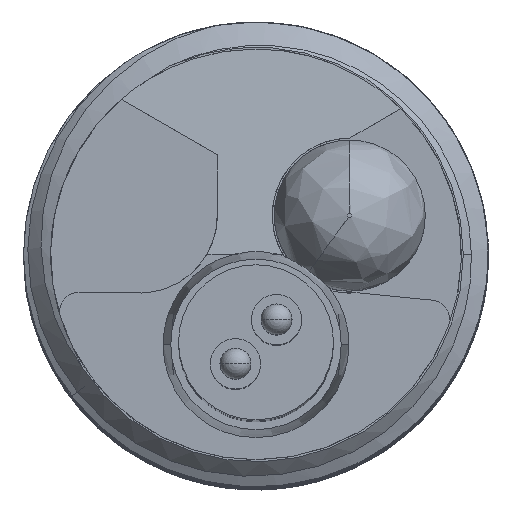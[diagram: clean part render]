
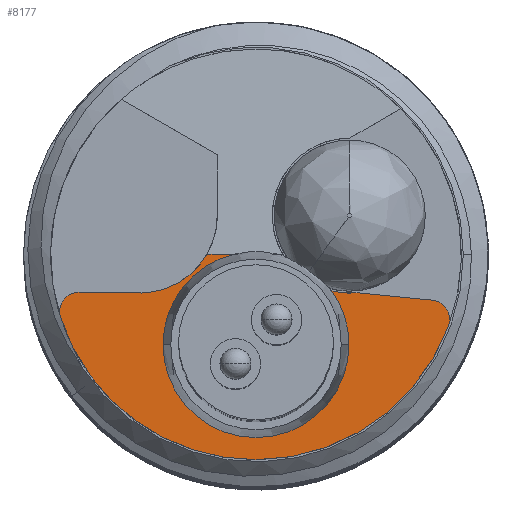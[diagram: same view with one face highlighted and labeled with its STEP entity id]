
A CAD part, top view. The second image highlights one B-rep face of the part: STEP entity #8177.
In plain terms, the highlighted planar face has unit normal (0, 0, 1).
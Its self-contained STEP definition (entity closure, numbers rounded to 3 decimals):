
#708=CARTESIAN_POINT('',(0.,-2.33,48.77));
#709=DIRECTION('',(0.,0.,1.));
#710=DIRECTION('',(-1.,0.,0.));
#711=AXIS2_PLACEMENT_3D('',#708,#709,#710);
#713=CARTESIAN_POINT('',(0.,-2.33,48.77));
#714=DIRECTION('',(0.,0.,1.));
#715=DIRECTION('',(1.,0.,0.));
#716=AXIS2_PLACEMENT_3D('',#713,#714,#715);
#718=CARTESIAN_POINT('',(2.42,1.,48.77));
#719=DIRECTION('',(0.,0.,1.));
#720=DIRECTION('',(-0.229,-0.973,0.));
#721=AXIS2_PLACEMENT_3D('',#718,#719,#720);
#723=DIRECTION('',(0.995,-0.099,0.));
#724=VECTOR('',#723,1.948);
#725=CARTESIAN_POINT('',(2.607,-0.991,48.77));
#726=LINE('',#725,#724);
#727=CARTESIAN_POINT('',(4.496,-1.681,48.77));
#728=DIRECTION('',(0.,0.,1.));
#729=DIRECTION('',(0.937,-0.35,0.));
#730=AXIS2_PLACEMENT_3D('',#727,#728,#729);
#732=CARTESIAN_POINT('',(0.,0.,48.77));
#733=DIRECTION('',(0.,0.,1.));
#734=DIRECTION('',(0.,-1.,0.));
#735=AXIS2_PLACEMENT_3D('',#732,#733,#734);
#737=CARTESIAN_POINT('',(0.,0.,48.77));
#738=DIRECTION('',(0.,0.,1.));
#739=DIRECTION('',(-0.951,-0.308,0.));
#740=AXIS2_PLACEMENT_3D('',#737,#738,#739);
#742=CARTESIAN_POINT('',(-4.566,-1.479,48.77));
#743=DIRECTION('',(0.,0.,1.));
#744=DIRECTION('',(0.,1.,0.));
#745=AXIS2_PLACEMENT_3D('',#742,#743,#744);
#747=DIRECTION('',(1.,0.,0.));
#748=VECTOR('',#747,1.277);
#749=CARTESIAN_POINT('',(-4.566,-0.979,48.77));
#750=LINE('',#749,#748);
#751=CARTESIAN_POINT('',(-3.,1.,48.77));
#752=DIRECTION('',(0.,0.,1.));
#753=DIRECTION('',(-0.145,-0.989,0.));
#754=AXIS2_PLACEMENT_3D('',#751,#752,#753);
#756=DIRECTION('',(1.,0.,0.));
#757=VECTOR('',#756,0.693);
#758=CARTESIAN_POINT('',(-1.268,0.,48.77));
#759=LINE('',#758,#757);
#760=CARTESIAN_POINT('',(0.,-2.33,48.77));
#761=DIRECTION('',(0.,0.,1.));
#762=DIRECTION('',(-0.24,0.971,0.));
#763=AXIS2_PLACEMENT_3D('',#760,#761,#762);
#7699=CARTESIAN_POINT('',(0.,-5.3,48.77));
#7700=VERTEX_POINT('',#7699);
#7713=CARTESIAN_POINT('',(2.607,-0.991,48.77));
#7714=VERTEX_POINT('',#7713);
#7721=CARTESIAN_POINT('',(-3.289,-0.979,48.77));
#7722=CARTESIAN_POINT('',(-1.268,0.,48.77));
#7723=VERTEX_POINT('',#7721);
#7724=VERTEX_POINT('',#7722);
#7733=CARTESIAN_POINT('',(-4.566,-0.979,48.77));
#7735=VERTEX_POINT('',#7733);
#7737=CARTESIAN_POINT('',(-5.042,-1.633,48.77));
#7738=VERTEX_POINT('',#7737);
#7741=CARTESIAN_POINT('',(4.964,-1.856,48.77));
#7742=CARTESIAN_POINT('',(4.545,-1.184,48.77));
#7743=VERTEX_POINT('',#7741);
#7744=VERTEX_POINT('',#7742);
#7753=CARTESIAN_POINT('',(-2.4,-2.33,48.77));
#7754=CARTESIAN_POINT('',(2.4,-2.33,48.77));
#7755=VERTEX_POINT('',#7753);
#7756=VERTEX_POINT('',#7754);
#7757=CARTESIAN_POINT('',(1.961,-0.947,48.77));
#7758=VERTEX_POINT('',#7757);
#7763=CARTESIAN_POINT('',(-0.575,0.,48.77));
#7764=VERTEX_POINT('',#7763);
#8154=CARTESIAN_POINT('',(0.,0.,48.77));
#8155=DIRECTION('',(0.,0.,1.));
#8156=DIRECTION('',(0.,-1.,0.));
#8157=AXIS2_PLACEMENT_3D('',#8154,#8155,#8156);
#8158=PLANE('',#8157);
#8160=ORIENTED_EDGE('',*,*,#8159,.T.);
#8161=ORIENTED_EDGE('',*,*,#7966,.T.);
#8163=ORIENTED_EDGE('',*,*,#8162,.T.);
#8165=ORIENTED_EDGE('',*,*,#8164,.T.);
#8166=ORIENTED_EDGE('',*,*,#8145,.F.);
#8167=ORIENTED_EDGE('',*,*,#8135,.F.);
#8168=ORIENTED_EDGE('',*,*,#7820,.F.);
#8169=ORIENTED_EDGE('',*,*,#7847,.F.);
#8170=ORIENTED_EDGE('',*,*,#7865,.T.);
#8172=ORIENTED_EDGE('',*,*,#8171,.T.);
#8173=ORIENTED_EDGE('',*,*,#7907,.T.);
#8174=ORIENTED_EDGE('',*,*,#7974,.T.);
#8175=EDGE_LOOP('',(#8160,#8161,#8163,#8165,#8166,#8167,#8168,#8169,#8170,#8172,
#8173,#8174));
#8176=FACE_OUTER_BOUND('',#8175,.F.);
#8177=ADVANCED_FACE('',(#8176),#8158,.T.);
#712=CIRCLE('',#711,2.4);
#717=CIRCLE('',#716,2.4);
#722=CIRCLE('',#721,2.);
#731=CIRCLE('',#730,0.5);
#736=CIRCLE('',#735,5.3);
#741=CIRCLE('',#740,5.3);
#746=CIRCLE('',#745,0.5);
#755=CIRCLE('',#754,2.);
#764=CIRCLE('',#763,2.4);
#7820=EDGE_CURVE('',#7738,#7700,#741,.T.);
#7847=EDGE_CURVE('',#7735,#7738,#746,.T.);
#7865=EDGE_CURVE('',#7735,#7723,#750,.T.);
#7907=EDGE_CURVE('',#7724,#7764,#759,.T.);
#7966=EDGE_CURVE('',#7756,#7758,#717,.T.);
#7974=EDGE_CURVE('',#7764,#7755,#764,.T.);
#8135=EDGE_CURVE('',#7700,#7743,#736,.T.);
#8145=EDGE_CURVE('',#7743,#7744,#731,.T.);
#8159=EDGE_CURVE('',#7755,#7756,#712,.T.);
#8162=EDGE_CURVE('',#7758,#7714,#722,.T.);
#8164=EDGE_CURVE('',#7714,#7744,#726,.T.);
#8171=EDGE_CURVE('',#7723,#7724,#755,.T.);
